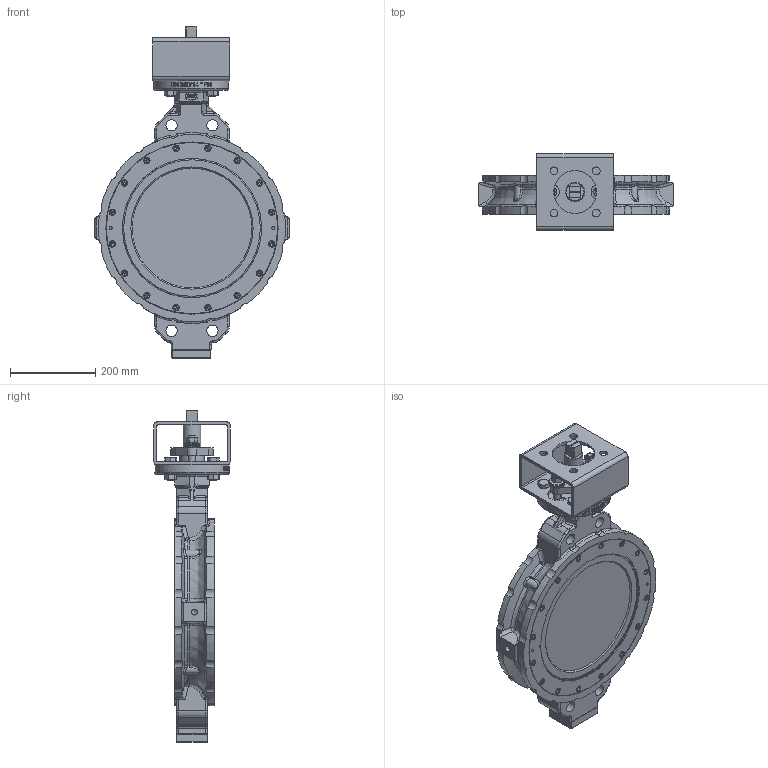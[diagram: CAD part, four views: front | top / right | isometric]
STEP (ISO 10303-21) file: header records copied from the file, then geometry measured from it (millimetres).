
FILE_DESCRIPTION((''),'2;1');
FILE_NAME('HP111 DN350-01.stp','2008-11-06T08:24:16',('hellwig'),(''),'Autodesk Inventor 2008','Autodesk Inventor 2008','');
FILE_SCHEMA(('AUTOMOTIVE_DESIGN { 1 0 10303 214 1 1 1 1 }'));
Length unit declared in the file: millimetre
Products named in the file (1): Bauteil1
Bounding box: 454 x 180 x 776.75 mm (x, y, z)
Volume: 10370717.9 mm3; surface area: 1333975.6 mm2
Topology: 7 solids, 59 shells, 1969 faces, 4750 edges, 2931 vertices
Faces by surface type: plane 634, cylinder 524, bspline 494, cone 201, torus 89, sphere 27
Full cylindrical faces by diameter (mm): 6 x4, 8 x16, 12 x4, 13 x16, 13.835 x1, 14 x3, 14.2 x3, 14.917 x4, 16 x12, 17.5 x2, 18 x8, 18.3 x12, 22 x4, 26.211 x2, 35.5 x12, 42 x2, 42.05 x6, 42.2 x5, 45 x1, 45.2 x1, 47.5 x1, 48 x1, 48.3 x1, 54.9 x1, 55 x2, 55.5 x1, 57.8 x1, 57.9 x1, 100.1 x1, 175 x1
Entity records: 96223 total; most frequent: CARTESIAN_POINT 54652, ORIENTED_EDGE 8110, DIRECTION 7623, EDGE_CURVE 4055, AXIS2_PLACEMENT_3D 3086, VERTEX_POINT 2739, EDGE_LOOP 2632, FACE_OUTER_BOUND 1969
